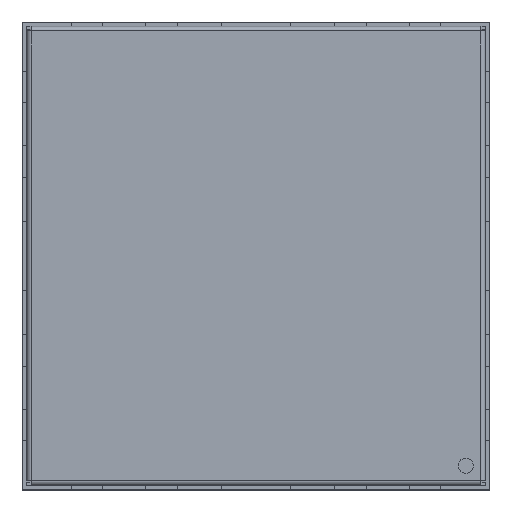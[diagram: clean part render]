
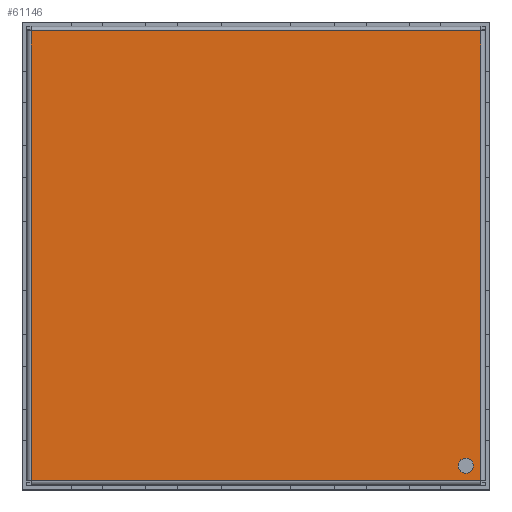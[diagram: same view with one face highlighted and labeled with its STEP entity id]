
A CAD part, top view. The second image highlights one B-rep face of the part: STEP entity #61146.
In plain terms, the highlighted planar face has unit normal (0, 0, 1).
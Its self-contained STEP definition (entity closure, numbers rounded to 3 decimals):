
#56174 = VERTEX_POINT('',#56175);
#56175 = CARTESIAN_POINT('',(29.4,1.1,4.2));
#56182 = CYLINDRICAL_SURFACE('',#56183,0.5);
#56183 = AXIS2_PLACEMENT_3D('',#56184,#56185,#56186);
#56184 = CARTESIAN_POINT('',(29.4,1.6,-5.8));
#56185 = DIRECTION('',(0.,0.,-1.));
#56186 = DIRECTION('',(0.,-1.,0.));
#56194 = CYLINDRICAL_SURFACE('',#56195,0.5);
#56195 = AXIS2_PLACEMENT_3D('',#56196,#56197,#56198);
#56196 = CARTESIAN_POINT('',(29.4,1.6,-5.8));
#56197 = DIRECTION('',(0.,0.,-1.));
#56198 = DIRECTION('',(0.,-1.,0.));
#56206 = EDGE_CURVE('',#56207,#56174,#56209,.T.);
#56207 = VERTEX_POINT('',#56208);
#56208 = CARTESIAN_POINT('',(29.4,2.1,4.2));
#56209 = SURFACE_CURVE('',#56210,(#56215,#56222),.PCURVE_S1.);
#56210 = CIRCLE('',#56211,0.5);
#56211 = AXIS2_PLACEMENT_3D('',#56212,#56213,#56214);
#56212 = CARTESIAN_POINT('',(29.4,1.6,4.2));
#56213 = DIRECTION('',(0.,0.,1.));
#56214 = DIRECTION('',(0.,-1.,0.));
#56215 = PCURVE('',#56182,#56216);
#56216 = DEFINITIONAL_REPRESENTATION('',(#56217),#56221);
#56217 = LINE('',#56218,#56219);
#56218 = CARTESIAN_POINT('',(6.283,-10.));
#56219 = VECTOR('',#56220,1.);
#56220 = DIRECTION('',(-1.,0.));
#56221 = ( GEOMETRIC_REPRESENTATION_CONTEXT(2) 
PARAMETRIC_REPRESENTATION_CONTEXT() REPRESENTATION_CONTEXT('2D SPACE',''
  ) );
#56222 = PCURVE('',#56223,#56228);
#56223 = PLANE('',#56224);
#56224 = AXIS2_PLACEMENT_3D('',#56225,#56226,#56227);
#56225 = CARTESIAN_POINT('',(30.4,30.5,4.2));
#56226 = DIRECTION('',(0.,0.,-1.));
#56227 = DIRECTION('',(-1.,0.,0.));
#56228 = DEFINITIONAL_REPRESENTATION('',(#56229),#56237);
#56229 = ( BOUNDED_CURVE() B_SPLINE_CURVE(2,(#56230,#56231,#56232,#56233
    ,#56234,#56235,#56236),.UNSPECIFIED.,.T.,.F.) 
B_SPLINE_CURVE_WITH_KNOTS((1,2,2,2,2,1),(-2.094,0.,
    2.094,4.189,6.283,8.378),
.UNSPECIFIED.) CURVE() GEOMETRIC_REPRESENTATION_ITEM() 
RATIONAL_B_SPLINE_CURVE((1.,0.5,1.,0.5,1.,0.5,1.)) REPRESENTATION_ITEM(
  '') );
#56230 = CARTESIAN_POINT('',(1.,-29.4));
#56231 = CARTESIAN_POINT('',(0.134,-29.4));
#56232 = CARTESIAN_POINT('',(0.567,-28.65));
#56233 = CARTESIAN_POINT('',(1.,-27.9));
#56234 = CARTESIAN_POINT('',(1.433,-28.65));
#56235 = CARTESIAN_POINT('',(1.866,-29.4));
#56236 = CARTESIAN_POINT('',(1.,-29.4));
#56237 = ( GEOMETRIC_REPRESENTATION_CONTEXT(2) 
PARAMETRIC_REPRESENTATION_CONTEXT() REPRESENTATION_CONTEXT('2D SPACE',''
  ) );
#57874 = VERTEX_POINT('',#57875);
#57875 = CARTESIAN_POINT('',(30.4,30.4,4.2));
#57894 = CYLINDRICAL_SURFACE('',#57895,0.3);
#57895 = AXIS2_PLACEMENT_3D('',#57896,#57897,#57898);
#57896 = CARTESIAN_POINT('',(30.4,30.4,3.9));
#57897 = DIRECTION('',(1.,0.,0.));
#57898 = DIRECTION('',(0.,0.,-1.));
#57932 = VERTEX_POINT('',#57933);
#57933 = CARTESIAN_POINT('',(0.6,30.4,4.2));
#59009 = VERTEX_POINT('',#59010);
#59010 = CARTESIAN_POINT('',(30.4,0.6,4.2));
#59050 = CYLINDRICAL_SURFACE('',#59051,0.3);
#59051 = AXIS2_PLACEMENT_3D('',#59052,#59053,#59054);
#59052 = CARTESIAN_POINT('',(30.4,0.6,3.9));
#59053 = DIRECTION('',(1.,0.,0.));
#59054 = DIRECTION('',(0.,0.,-1.));
#60103 = VERTEX_POINT('',#60104);
#60104 = CARTESIAN_POINT('',(0.6,0.6,4.2));
#61146 = ADVANCED_FACE('',(#61147,#61176),#56223,.F.);
#61147 = FACE_BOUND('',#61148,.T.);
#61148 = EDGE_LOOP('',(#61149,#61175));
#61149 = ORIENTED_EDGE('',*,*,#61150,.F.);
#61150 = EDGE_CURVE('',#56174,#56207,#61151,.T.);
#61151 = SURFACE_CURVE('',#61152,(#61157,#61168),.PCURVE_S1.);
#61152 = CIRCLE('',#61153,0.5);
#61153 = AXIS2_PLACEMENT_3D('',#61154,#61155,#61156);
#61154 = CARTESIAN_POINT('',(29.4,1.6,4.2));
#61155 = DIRECTION('',(0.,0.,1.));
#61156 = DIRECTION('',(0.,-1.,0.));
#61157 = PCURVE('',#56223,#61158);
#61158 = DEFINITIONAL_REPRESENTATION('',(#61159),#61167);
#61159 = ( BOUNDED_CURVE() B_SPLINE_CURVE(2,(#61160,#61161,#61162,#61163
    ,#61164,#61165,#61166),.UNSPECIFIED.,.T.,.F.) 
B_SPLINE_CURVE_WITH_KNOTS((1,2,2,2,2,1),(-2.094,0.,
    2.094,4.189,6.283,8.378),
.UNSPECIFIED.) CURVE() GEOMETRIC_REPRESENTATION_ITEM() 
RATIONAL_B_SPLINE_CURVE((1.,0.5,1.,0.5,1.,0.5,1.)) REPRESENTATION_ITEM(
  '') );
#61160 = CARTESIAN_POINT('',(1.,-29.4));
#61161 = CARTESIAN_POINT('',(0.134,-29.4));
#61162 = CARTESIAN_POINT('',(0.567,-28.65));
#61163 = CARTESIAN_POINT('',(1.,-27.9));
#61164 = CARTESIAN_POINT('',(1.433,-28.65));
#61165 = CARTESIAN_POINT('',(1.866,-29.4));
#61166 = CARTESIAN_POINT('',(1.,-29.4));
#61167 = ( GEOMETRIC_REPRESENTATION_CONTEXT(2) 
PARAMETRIC_REPRESENTATION_CONTEXT() REPRESENTATION_CONTEXT('2D SPACE',''
  ) );
#61168 = PCURVE('',#56194,#61169);
#61169 = DEFINITIONAL_REPRESENTATION('',(#61170),#61174);
#61170 = LINE('',#61171,#61172);
#61171 = CARTESIAN_POINT('',(6.283,-10.));
#61172 = VECTOR('',#61173,1.);
#61173 = DIRECTION('',(-1.,0.));
#61174 = ( GEOMETRIC_REPRESENTATION_CONTEXT(2) 
PARAMETRIC_REPRESENTATION_CONTEXT() REPRESENTATION_CONTEXT('2D SPACE',''
  ) );
#61175 = ORIENTED_EDGE('',*,*,#56206,.F.);
#61176 = FACE_BOUND('',#61177,.T.);
#61177 = EDGE_LOOP('',(#61178,#61204,#61225,#61251));
#61178 = ORIENTED_EDGE('',*,*,#61179,.F.);
#61179 = EDGE_CURVE('',#57874,#59009,#61180,.T.);
#61180 = SURFACE_CURVE('',#61181,(#61185,#61192),.PCURVE_S1.);
#61181 = LINE('',#61182,#61183);
#61182 = CARTESIAN_POINT('',(30.4,30.5,4.2));
#61183 = VECTOR('',#61184,1.);
#61184 = DIRECTION('',(0.,-1.,0.));
#61185 = PCURVE('',#56223,#61186);
#61186 = DEFINITIONAL_REPRESENTATION('',(#61187),#61191);
#61187 = LINE('',#61188,#61189);
#61188 = CARTESIAN_POINT('',(0.,0.));
#61189 = VECTOR('',#61190,1.);
#61190 = DIRECTION('',(0.,-1.));
#61191 = ( GEOMETRIC_REPRESENTATION_CONTEXT(2) 
PARAMETRIC_REPRESENTATION_CONTEXT() REPRESENTATION_CONTEXT('2D SPACE',''
  ) );
#61192 = PCURVE('',#61193,#61198);
#61193 = CYLINDRICAL_SURFACE('',#61194,0.3);
#61194 = AXIS2_PLACEMENT_3D('',#61195,#61196,#61197);
#61195 = CARTESIAN_POINT('',(30.4,30.4,3.9));
#61196 = DIRECTION('',(0.,1.,0.));
#61197 = DIRECTION('',(1.,0.,0.));
#61198 = DEFINITIONAL_REPRESENTATION('',(#61199),#61203);
#61199 = LINE('',#61200,#61201);
#61200 = CARTESIAN_POINT('',(4.712,0.1));
#61201 = VECTOR('',#61202,1.);
#61202 = DIRECTION('',(0.,-1.));
#61203 = ( GEOMETRIC_REPRESENTATION_CONTEXT(2) 
PARAMETRIC_REPRESENTATION_CONTEXT() REPRESENTATION_CONTEXT('2D SPACE',''
  ) );
#61204 = ORIENTED_EDGE('',*,*,#61205,.F.);
#61205 = EDGE_CURVE('',#57932,#57874,#61206,.T.);
#61206 = SURFACE_CURVE('',#61207,(#61211,#61218),.PCURVE_S1.);
#61207 = LINE('',#61208,#61209);
#61208 = CARTESIAN_POINT('',(30.4,30.4,4.2));
#61209 = VECTOR('',#61210,1.);
#61210 = DIRECTION('',(1.,0.,0.));
#61211 = PCURVE('',#56223,#61212);
#61212 = DEFINITIONAL_REPRESENTATION('',(#61213),#61217);
#61213 = LINE('',#61214,#61215);
#61214 = CARTESIAN_POINT('',(0.,-0.1));
#61215 = VECTOR('',#61216,1.);
#61216 = DIRECTION('',(-1.,0.));
#61217 = ( GEOMETRIC_REPRESENTATION_CONTEXT(2) 
PARAMETRIC_REPRESENTATION_CONTEXT() REPRESENTATION_CONTEXT('2D SPACE',''
  ) );
#61218 = PCURVE('',#57894,#61219);
#61219 = DEFINITIONAL_REPRESENTATION('',(#61220),#61224);
#61220 = LINE('',#61221,#61222);
#61221 = CARTESIAN_POINT('',(3.142,0.));
#61222 = VECTOR('',#61223,1.);
#61223 = DIRECTION('',(0.,1.));
#61224 = ( GEOMETRIC_REPRESENTATION_CONTEXT(2) 
PARAMETRIC_REPRESENTATION_CONTEXT() REPRESENTATION_CONTEXT('2D SPACE',''
  ) );
#61225 = ORIENTED_EDGE('',*,*,#61226,.F.);
#61226 = EDGE_CURVE('',#60103,#57932,#61227,.T.);
#61227 = SURFACE_CURVE('',#61228,(#61232,#61239),.PCURVE_S1.);
#61228 = LINE('',#61229,#61230);
#61229 = CARTESIAN_POINT('',(0.6,30.5,4.2));
#61230 = VECTOR('',#61231,1.);
#61231 = DIRECTION('',(0.,1.,0.));
#61232 = PCURVE('',#56223,#61233);
#61233 = DEFINITIONAL_REPRESENTATION('',(#61234),#61238);
#61234 = LINE('',#61235,#61236);
#61235 = CARTESIAN_POINT('',(29.8,0.));
#61236 = VECTOR('',#61237,1.);
#61237 = DIRECTION('',(0.,1.));
#61238 = ( GEOMETRIC_REPRESENTATION_CONTEXT(2) 
PARAMETRIC_REPRESENTATION_CONTEXT() REPRESENTATION_CONTEXT('2D SPACE',''
  ) );
#61239 = PCURVE('',#61240,#61245);
#61240 = CYLINDRICAL_SURFACE('',#61241,0.3);
#61241 = AXIS2_PLACEMENT_3D('',#61242,#61243,#61244);
#61242 = CARTESIAN_POINT('',(0.6,0.6,3.9));
#61243 = DIRECTION('',(0.,-1.,0.));
#61244 = DIRECTION('',(-1.,0.,0.));
#61245 = DEFINITIONAL_REPRESENTATION('',(#61246),#61250);
#61246 = LINE('',#61247,#61248);
#61247 = CARTESIAN_POINT('',(4.712,-29.9));
#61248 = VECTOR('',#61249,1.);
#61249 = DIRECTION('',(0.,-1.));
#61250 = ( GEOMETRIC_REPRESENTATION_CONTEXT(2) 
PARAMETRIC_REPRESENTATION_CONTEXT() REPRESENTATION_CONTEXT('2D SPACE',''
  ) );
#61251 = ORIENTED_EDGE('',*,*,#61252,.F.);
#61252 = EDGE_CURVE('',#59009,#60103,#61253,.T.);
#61253 = SURFACE_CURVE('',#61254,(#61258,#61265),.PCURVE_S1.);
#61254 = LINE('',#61255,#61256);
#61255 = CARTESIAN_POINT('',(30.4,0.6,4.2));
#61256 = VECTOR('',#61257,1.);
#61257 = DIRECTION('',(-1.,0.,0.));
#61258 = PCURVE('',#56223,#61259);
#61259 = DEFINITIONAL_REPRESENTATION('',(#61260),#61264);
#61260 = LINE('',#61261,#61262);
#61261 = CARTESIAN_POINT('',(0.,-29.9));
#61262 = VECTOR('',#61263,1.);
#61263 = DIRECTION('',(1.,0.));
#61264 = ( GEOMETRIC_REPRESENTATION_CONTEXT(2) 
PARAMETRIC_REPRESENTATION_CONTEXT() REPRESENTATION_CONTEXT('2D SPACE',''
  ) );
#61265 = PCURVE('',#59050,#61266);
#61266 = DEFINITIONAL_REPRESENTATION('',(#61267),#61271);
#61267 = LINE('',#61268,#61269);
#61268 = CARTESIAN_POINT('',(3.142,0.));
#61269 = VECTOR('',#61270,1.);
#61270 = DIRECTION('',(0.,-1.));
#61271 = ( GEOMETRIC_REPRESENTATION_CONTEXT(2) 
PARAMETRIC_REPRESENTATION_CONTEXT() REPRESENTATION_CONTEXT('2D SPACE',''
  ) );
